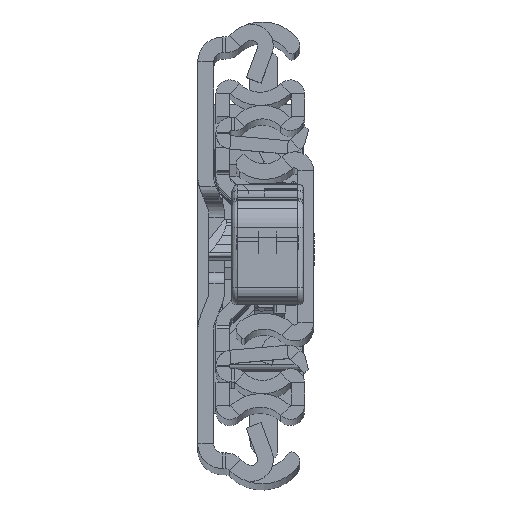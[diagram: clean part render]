
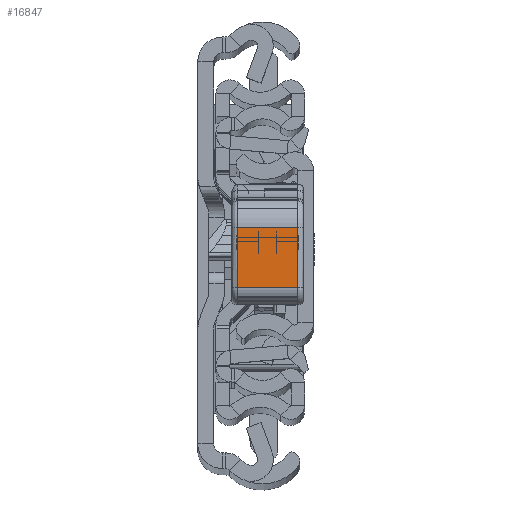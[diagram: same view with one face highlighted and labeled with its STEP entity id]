
A CAD part, top view. The second image highlights one B-rep face of the part: STEP entity #16847.
In plain terms, the highlighted face is planar.
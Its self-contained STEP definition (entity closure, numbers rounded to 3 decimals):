
#29 = CARTESIAN_POINT ( 'NONE',  ( 39.55, -12.274, 10. ) ) ;
#30 = VERTEX_POINT ( 'NONE', #4667 ) ;
#282 = DIRECTION ( 'NONE',  ( -1., 0.027, 0. ) ) ;
#1116 = VECTOR ( 'NONE', #19073, 1000. ) ;
#2184 = VECTOR ( 'NONE', #19838, 1000. ) ;
#2349 = EDGE_CURVE ( 'NONE', #20253, #14272, #15283, .T. ) ;
#3447 = FACE_OUTER_BOUND ( 'NONE', #25804, .T. ) ;
#4667 = CARTESIAN_POINT ( 'NONE',  ( 39.55, -12.274, 0. ) ) ;
#5683 = LINE ( 'NONE', #24363, #1116 ) ;
#6184 = CARTESIAN_POINT ( 'NONE',  ( 39.55, -12.274, 10. ) ) ;
#8950 = CARTESIAN_POINT ( 'NONE',  ( 39.55, -12.274, 11. ) ) ;
#10592 = ORIENTED_EDGE ( 'NONE', *, *, #18356, .T. ) ;
#10914 = LINE ( 'NONE', #29928, #12076 ) ;
#11313 = EDGE_CURVE ( 'NONE', #30, #20253, #10914, .T. ) ;
#12076 = VECTOR ( 'NONE', #24281, 1000. ) ;
#14063 = VERTEX_POINT ( 'NONE', #29 ) ;
#14272 = VERTEX_POINT ( 'NONE', #33348 ) ;
#15283 = LINE ( 'NONE', #23014, #2184 ) ;
#16847 = ADVANCED_FACE ( 'NONE', ( #3447 ), #29931, .F. ) ;
#16887 = DIRECTION ( 'NONE',  ( -0.027, -1., 0. ) ) ;
#18356 = EDGE_CURVE ( 'NONE', #14063, #30, #5683, .T. ) ;
#19073 = DIRECTION ( 'NONE',  ( 0., 0., -1. ) ) ;
#19838 = DIRECTION ( 'NONE',  ( 0., 0., 1. ) ) ;
#20253 = VERTEX_POINT ( 'NONE', #26633 ) ;
#21036 = DIRECTION ( 'NONE',  ( -0.027, -1., 0. ) ) ;
#23014 = CARTESIAN_POINT ( 'NONE',  ( 39.818, -2.465, 11. ) ) ;
#24281 = DIRECTION ( 'NONE',  ( 0.027, 1., 0. ) ) ;
#24363 = CARTESIAN_POINT ( 'NONE',  ( 39.55, -12.274, 11. ) ) ;
#25403 = ORIENTED_EDGE ( 'NONE', *, *, #2349, .T. ) ;
#25804 = EDGE_LOOP ( 'NONE', ( #10592, #25809, #25403, #31848 ) ) ;
#25809 = ORIENTED_EDGE ( 'NONE', *, *, #11313, .T. ) ;
#26633 = CARTESIAN_POINT ( 'NONE',  ( 39.818, -2.465, 0. ) ) ;
#26646 = VECTOR ( 'NONE', #21036, 1000. ) ;
#28646 = AXIS2_PLACEMENT_3D ( 'NONE', #8950, #282, #16887 ) ;
#29928 = CARTESIAN_POINT ( 'NONE',  ( 39.55, -12.274, 0. ) ) ;
#29931 = PLANE ( 'NONE',  #28646 ) ;
#30325 = LINE ( 'NONE', #6184, #26646 ) ;
#31848 = ORIENTED_EDGE ( 'NONE', *, *, #33457, .T. ) ;
#33348 = CARTESIAN_POINT ( 'NONE',  ( 39.818, -2.465, 10. ) ) ;
#33457 = EDGE_CURVE ( 'NONE', #14272, #14063, #30325, .T. ) ;
